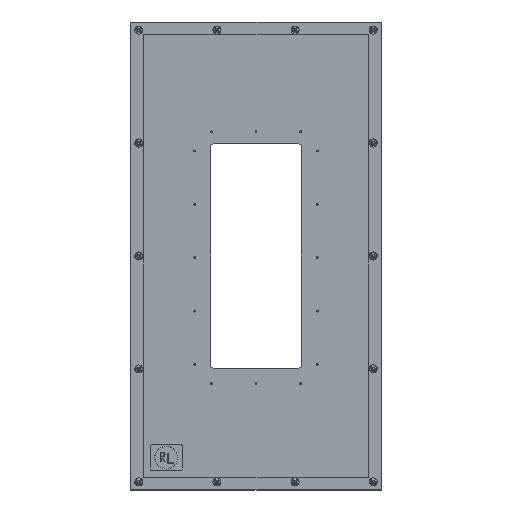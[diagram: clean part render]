
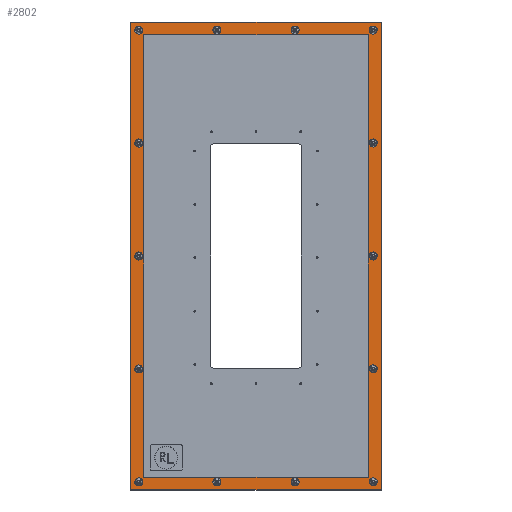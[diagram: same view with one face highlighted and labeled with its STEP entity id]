
A CAD part, top view. The second image highlights one B-rep face of the part: STEP entity #2802.
In plain terms, the highlighted planar face has unit normal (0, 0, 1).
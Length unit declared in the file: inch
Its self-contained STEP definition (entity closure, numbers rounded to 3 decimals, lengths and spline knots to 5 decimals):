
#175=PLANE('',#3064);
#261=LINE('',#4361,#406);
#265=LINE('',#4369,#410);
#268=LINE('',#4375,#413);
#271=LINE('',#4380,#416);
#273=LINE('',#4385,#418);
#277=LINE('',#4393,#422);
#280=LINE('',#4399,#425);
#283=LINE('',#4404,#428);
#406=VECTOR('',#3581,34.25);
#410=VECTOR('',#3587,17.40625);
#413=VECTOR('',#3592,34.25);
#416=VECTOR('',#3597,17.40625);
#418=VECTOR('',#3601,36.25);
#422=VECTOR('',#3607,19.40625);
#425=VECTOR('',#3612,36.25);
#428=VECTOR('',#3617,19.40625);
#629=FACE_BOUND('',#1021,.T.);
#630=FACE_BOUND('',#1022,.T.);
#631=FACE_BOUND('',#1023,.T.);
#632=FACE_BOUND('',#1024,.T.);
#633=FACE_BOUND('',#1025,.T.);
#634=FACE_BOUND('',#1026,.T.);
#635=FACE_BOUND('',#1027,.T.);
#636=FACE_BOUND('',#1028,.T.);
#637=FACE_BOUND('',#1029,.T.);
#638=FACE_BOUND('',#1030,.T.);
#639=FACE_BOUND('',#1031,.T.);
#640=FACE_BOUND('',#1032,.T.);
#641=FACE_BOUND('',#1033,.T.);
#642=FACE_BOUND('',#1034,.T.);
#643=FACE_BOUND('',#1035,.T.);
#757=FACE_OUTER_BOUND('',#1020,.T.);
#1020=EDGE_LOOP('',(#2156,#2157,#2158,#2159));
#1021=EDGE_LOOP('',(#2160));
#1022=EDGE_LOOP('',(#2161));
#1023=EDGE_LOOP('',(#2162));
#1024=EDGE_LOOP('',(#2163));
#1025=EDGE_LOOP('',(#2164));
#1026=EDGE_LOOP('',(#2165));
#1027=EDGE_LOOP('',(#2166));
#1028=EDGE_LOOP('',(#2167));
#1029=EDGE_LOOP('',(#2168));
#1030=EDGE_LOOP('',(#2169));
#1031=EDGE_LOOP('',(#2170));
#1032=EDGE_LOOP('',(#2171));
#1033=EDGE_LOOP('',(#2172));
#1034=EDGE_LOOP('',(#2173));
#1035=EDGE_LOOP('',(#2174,#2175,#2176,#2177));
#1242=CIRCLE('',#3016,0.10938);
#1244=CIRCLE('',#3019,0.10938);
#1246=CIRCLE('',#3022,0.10938);
#1248=CIRCLE('',#3025,0.10938);
#1250=CIRCLE('',#3028,0.10938);
#1252=CIRCLE('',#3031,0.10938);
#1254=CIRCLE('',#3034,0.10938);
#1256=CIRCLE('',#3037,0.10938);
#1258=CIRCLE('',#3040,0.10938);
#1260=CIRCLE('',#3043,0.10938);
#1262=CIRCLE('',#3046,0.10938);
#1264=CIRCLE('',#3049,0.10938);
#1266=CIRCLE('',#3052,0.10938);
#1268=CIRCLE('',#3055,0.10938);
#1412=VERTEX_POINT('',#4291);
#1414=VERTEX_POINT('',#4296);
#1416=VERTEX_POINT('',#4301);
#1418=VERTEX_POINT('',#4306);
#1420=VERTEX_POINT('',#4311);
#1422=VERTEX_POINT('',#4316);
#1424=VERTEX_POINT('',#4321);
#1426=VERTEX_POINT('',#4326);
#1428=VERTEX_POINT('',#4331);
#1430=VERTEX_POINT('',#4336);
#1432=VERTEX_POINT('',#4341);
#1434=VERTEX_POINT('',#4346);
#1436=VERTEX_POINT('',#4351);
#1438=VERTEX_POINT('',#4356);
#1439=VERTEX_POINT('',#4359);
#1440=VERTEX_POINT('',#4360);
#1443=VERTEX_POINT('',#4368);
#1445=VERTEX_POINT('',#4374);
#1447=VERTEX_POINT('',#4383);
#1448=VERTEX_POINT('',#4384);
#1451=VERTEX_POINT('',#4392);
#1453=VERTEX_POINT('',#4398);
#1676=EDGE_CURVE('',#1412,#1412,#1242,.T.);
#1678=EDGE_CURVE('',#1414,#1414,#1244,.T.);
#1680=EDGE_CURVE('',#1416,#1416,#1246,.T.);
#1682=EDGE_CURVE('',#1418,#1418,#1248,.T.);
#1684=EDGE_CURVE('',#1420,#1420,#1250,.T.);
#1686=EDGE_CURVE('',#1422,#1422,#1252,.T.);
#1688=EDGE_CURVE('',#1424,#1424,#1254,.T.);
#1690=EDGE_CURVE('',#1426,#1426,#1256,.T.);
#1692=EDGE_CURVE('',#1428,#1428,#1258,.T.);
#1694=EDGE_CURVE('',#1430,#1430,#1260,.T.);
#1696=EDGE_CURVE('',#1432,#1432,#1262,.T.);
#1698=EDGE_CURVE('',#1434,#1434,#1264,.T.);
#1700=EDGE_CURVE('',#1436,#1436,#1266,.T.);
#1702=EDGE_CURVE('',#1438,#1438,#1268,.T.);
#1703=EDGE_CURVE('',#1439,#1440,#261,.T.);
#1707=EDGE_CURVE('',#1440,#1443,#265,.T.);
#1710=EDGE_CURVE('',#1443,#1445,#268,.T.);
#1713=EDGE_CURVE('',#1445,#1439,#271,.T.);
#1715=EDGE_CURVE('',#1447,#1448,#273,.T.);
#1719=EDGE_CURVE('',#1448,#1451,#277,.T.);
#1722=EDGE_CURVE('',#1451,#1453,#280,.T.);
#1725=EDGE_CURVE('',#1453,#1447,#283,.T.);
#2156=ORIENTED_EDGE('',*,*,#1715,.F.);
#2157=ORIENTED_EDGE('',*,*,#1725,.F.);
#2158=ORIENTED_EDGE('',*,*,#1722,.F.);
#2159=ORIENTED_EDGE('',*,*,#1719,.F.);
#2160=ORIENTED_EDGE('',*,*,#1676,.T.);
#2161=ORIENTED_EDGE('',*,*,#1678,.T.);
#2162=ORIENTED_EDGE('',*,*,#1680,.T.);
#2163=ORIENTED_EDGE('',*,*,#1682,.T.);
#2164=ORIENTED_EDGE('',*,*,#1684,.T.);
#2165=ORIENTED_EDGE('',*,*,#1686,.T.);
#2166=ORIENTED_EDGE('',*,*,#1688,.T.);
#2167=ORIENTED_EDGE('',*,*,#1690,.T.);
#2168=ORIENTED_EDGE('',*,*,#1692,.T.);
#2169=ORIENTED_EDGE('',*,*,#1694,.T.);
#2170=ORIENTED_EDGE('',*,*,#1696,.T.);
#2171=ORIENTED_EDGE('',*,*,#1698,.T.);
#2172=ORIENTED_EDGE('',*,*,#1700,.T.);
#2173=ORIENTED_EDGE('',*,*,#1702,.T.);
#2174=ORIENTED_EDGE('',*,*,#1703,.T.);
#2175=ORIENTED_EDGE('',*,*,#1707,.T.);
#2176=ORIENTED_EDGE('',*,*,#1710,.T.);
#2177=ORIENTED_EDGE('',*,*,#1713,.T.);
#2802=ADVANCED_FACE('',(#757,#629,#630,#631,#632,#633,#634,#635,#636,#637,
#638,#639,#640,#641,#642,#643),#175,.T.);
#3016=AXIS2_PLACEMENT_3D('',#4292,#3499,#3500);
#3019=AXIS2_PLACEMENT_3D('',#4297,#3505,#3506);
#3022=AXIS2_PLACEMENT_3D('',#4302,#3511,#3512);
#3025=AXIS2_PLACEMENT_3D('',#4307,#3517,#3518);
#3028=AXIS2_PLACEMENT_3D('',#4312,#3523,#3524);
#3031=AXIS2_PLACEMENT_3D('',#4317,#3529,#3530);
#3034=AXIS2_PLACEMENT_3D('',#4322,#3535,#3536);
#3037=AXIS2_PLACEMENT_3D('',#4327,#3541,#3542);
#3040=AXIS2_PLACEMENT_3D('',#4332,#3547,#3548);
#3043=AXIS2_PLACEMENT_3D('',#4337,#3553,#3554);
#3046=AXIS2_PLACEMENT_3D('',#4342,#3559,#3560);
#3049=AXIS2_PLACEMENT_3D('',#4347,#3565,#3566);
#3052=AXIS2_PLACEMENT_3D('',#4352,#3571,#3572);
#3055=AXIS2_PLACEMENT_3D('',#4357,#3577,#3578);
#3064=AXIS2_PLACEMENT_3D('',#4406,#3619,#3620);
#3499=DIRECTION('center_axis',(0.,0.,-1.));
#3500=DIRECTION('ref_axis',(-1.,0.,0.));
#3505=DIRECTION('center_axis',(0.,0.,-1.));
#3506=DIRECTION('ref_axis',(-1.,0.,0.));
#3511=DIRECTION('center_axis',(0.,0.,-1.));
#3512=DIRECTION('ref_axis',(-1.,0.,0.));
#3517=DIRECTION('center_axis',(0.,0.,-1.));
#3518=DIRECTION('ref_axis',(-1.,0.,0.));
#3523=DIRECTION('center_axis',(0.,0.,-1.));
#3524=DIRECTION('ref_axis',(-1.,0.,0.));
#3529=DIRECTION('center_axis',(0.,0.,-1.));
#3530=DIRECTION('ref_axis',(-1.,0.,0.));
#3535=DIRECTION('center_axis',(0.,0.,-1.));
#3536=DIRECTION('ref_axis',(-1.,0.,0.));
#3541=DIRECTION('center_axis',(0.,0.,-1.));
#3542=DIRECTION('ref_axis',(-1.,0.,0.));
#3547=DIRECTION('center_axis',(0.,0.,-1.));
#3548=DIRECTION('ref_axis',(-1.,0.,0.));
#3553=DIRECTION('center_axis',(0.,0.,-1.));
#3554=DIRECTION('ref_axis',(-1.,0.,0.));
#3559=DIRECTION('center_axis',(0.,0.,-1.));
#3560=DIRECTION('ref_axis',(-1.,0.,0.));
#3565=DIRECTION('center_axis',(0.,0.,-1.));
#3566=DIRECTION('ref_axis',(-1.,0.,0.));
#3571=DIRECTION('center_axis',(0.,0.,-1.));
#3572=DIRECTION('ref_axis',(-1.,0.,0.));
#3577=DIRECTION('center_axis',(0.,0.,-1.));
#3578=DIRECTION('ref_axis',(-1.,0.,0.));
#3581=DIRECTION('',(0.,-1.,0.));
#3587=DIRECTION('',(-1.,0.,0.));
#3592=DIRECTION('',(0.,1.,0.));
#3597=DIRECTION('',(1.,0.,0.));
#3601=DIRECTION('',(0.,-1.,0.));
#3607=DIRECTION('',(-1.,0.,0.));
#3612=DIRECTION('',(0.,1.,0.));
#3617=DIRECTION('',(1.,0.,0.));
#3619=DIRECTION('center_axis',(0.,0.,1.));
#3620=DIRECTION('ref_axis',(1.,0.,0.));
#4291=CARTESIAN_POINT('',(16.48475,-23.9196,0.125));
#4292=CARTESIAN_POINT('Origin',(16.37537,-23.9196,0.125));
#4296=CARTESIAN_POINT('',(10.43266,-23.9196,0.125));
#4297=CARTESIAN_POINT('Origin',(10.32329,-23.9196,0.125));
#4301=CARTESIAN_POINT('',(4.38058,-23.9196,0.125));
#4302=CARTESIAN_POINT('Origin',(4.27121,-23.9196,0.125));
#4306=CARTESIAN_POINT('',(-1.6715,-23.9196,0.125));
#4307=CARTESIAN_POINT('Origin',(-1.78088,-23.9196,0.125));
#4311=CARTESIAN_POINT('',(16.48475,-15.1696,0.125));
#4312=CARTESIAN_POINT('Origin',(16.37537,-15.1696,0.125));
#4316=CARTESIAN_POINT('',(-1.6715,-15.1696,0.125));
#4317=CARTESIAN_POINT('Origin',(-1.78088,-15.1696,0.125));
#4321=CARTESIAN_POINT('',(16.48475,-6.4196,0.125));
#4322=CARTESIAN_POINT('Origin',(16.37537,-6.4196,0.125));
#4326=CARTESIAN_POINT('',(-1.6715,-6.4196,0.125));
#4327=CARTESIAN_POINT('Origin',(-1.78088,-6.4196,0.125));
#4331=CARTESIAN_POINT('',(16.48475,2.3304,0.125));
#4332=CARTESIAN_POINT('Origin',(16.37537,2.3304,0.125));
#4336=CARTESIAN_POINT('',(-1.6715,2.3304,0.125));
#4337=CARTESIAN_POINT('Origin',(-1.78088,2.3304,0.125));
#4341=CARTESIAN_POINT('',(16.48475,11.0804,0.125));
#4342=CARTESIAN_POINT('Origin',(16.37537,11.0804,0.125));
#4346=CARTESIAN_POINT('',(10.43266,11.0804,0.125));
#4347=CARTESIAN_POINT('Origin',(10.32329,11.0804,0.125));
#4351=CARTESIAN_POINT('',(4.38058,11.0804,0.125));
#4352=CARTESIAN_POINT('Origin',(4.27121,11.0804,0.125));
#4356=CARTESIAN_POINT('',(-1.6715,11.0804,0.125));
#4357=CARTESIAN_POINT('Origin',(-1.78088,11.0804,0.125));
#4359=CARTESIAN_POINT('',(16.00037,10.7054,0.125));
#4360=CARTESIAN_POINT('',(16.00037,-23.5446,0.125));
#4361=CARTESIAN_POINT('',(16.00037,2.1429,0.125));
#4368=CARTESIAN_POINT('',(-1.40588,-23.5446,0.125));
#4369=CARTESIAN_POINT('',(11.64881,-23.5446,0.125));
#4374=CARTESIAN_POINT('',(-1.40588,10.7054,0.125));
#4375=CARTESIAN_POINT('',(-1.40588,-14.9821,0.125));
#4380=CARTESIAN_POINT('',(2.94569,10.7054,0.125));
#4383=CARTESIAN_POINT('',(17.00037,11.7054,0.125));
#4384=CARTESIAN_POINT('',(17.00037,-24.5446,0.125));
#4385=CARTESIAN_POINT('',(17.00037,11.7054,0.125));
#4392=CARTESIAN_POINT('',(-2.40588,-24.5446,0.125));
#4393=CARTESIAN_POINT('',(17.00037,-24.5446,0.125));
#4398=CARTESIAN_POINT('',(-2.40588,11.7054,0.125));
#4399=CARTESIAN_POINT('',(-2.40588,-24.5446,0.125));
#4404=CARTESIAN_POINT('',(-2.40588,11.7054,0.125));
#4406=CARTESIAN_POINT('Origin',(7.29725,-6.4196,0.125));
